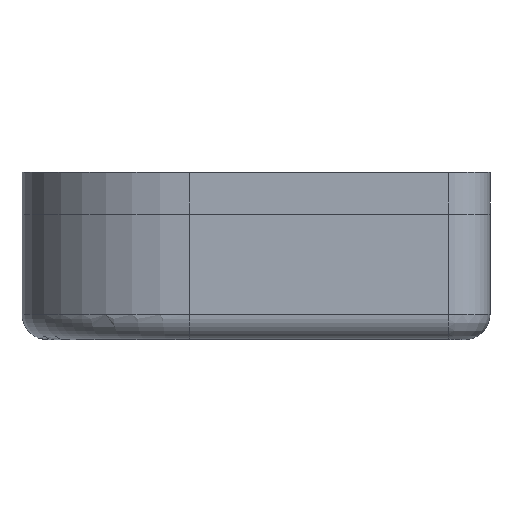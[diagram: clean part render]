
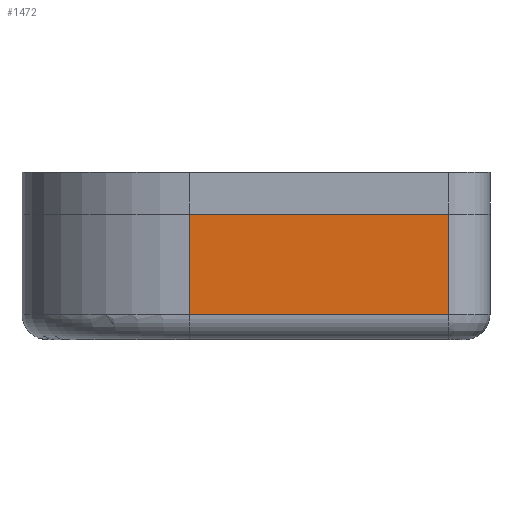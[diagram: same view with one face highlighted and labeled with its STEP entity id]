
A CAD part, left-side view. The second image highlights one B-rep face of the part: STEP entity #1472.
In plain terms, the highlighted planar face has unit normal (-1, 0, 0).
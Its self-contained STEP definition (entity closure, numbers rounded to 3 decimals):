
#100 = CYLINDRICAL_SURFACE('',#101,20.);
#101 = AXIS2_PLACEMENT_3D('',#102,#103,#104);
#102 = CARTESIAN_POINT('',(-111.,111.,0.));
#103 = DIRECTION('',(0.,0.,-1.));
#104 = DIRECTION('',(0.,1.,0.));
#438 = VERTEX_POINT('',#439);
#439 = CARTESIAN_POINT('',(-131.,111.,0.));
#461 = EDGE_CURVE('',#438,#462,#464,.T.);
#462 = VERTEX_POINT('',#463);
#463 = CARTESIAN_POINT('',(-131.,111.,-12.));
#464 = SURFACE_CURVE('',#465,(#469,#476),.PCURVE_S1.);
#465 = LINE('',#466,#467);
#466 = CARTESIAN_POINT('',(-131.,111.,0.));
#467 = VECTOR('',#468,1.);
#468 = DIRECTION('',(0.,0.,-1.));
#469 = PCURVE('',#100,#470);
#470 = DEFINITIONAL_REPRESENTATION('',(#471),#475);
#471 = LINE('',#472,#473);
#472 = CARTESIAN_POINT('',(-1.571,0.));
#473 = VECTOR('',#474,1.);
#474 = DIRECTION('',(-0.,1.));
#475 = ( GEOMETRIC_REPRESENTATION_CONTEXT(2) 
PARAMETRIC_REPRESENTATION_CONTEXT() REPRESENTATION_CONTEXT('2D SPACE',''
  ) );
#476 = PCURVE('',#477,#482);
#477 = PLANE('',#478);
#478 = AXIS2_PLACEMENT_3D('',#479,#480,#481);
#479 = CARTESIAN_POINT('',(-131.,131.,0.));
#480 = DIRECTION('',(-1.,-0.,-0.));
#481 = DIRECTION('',(0.,-1.,0.));
#482 = DEFINITIONAL_REPRESENTATION('',(#483),#487);
#483 = LINE('',#484,#485);
#484 = CARTESIAN_POINT('',(20.,0.));
#485 = VECTOR('',#486,1.);
#486 = DIRECTION('',(0.,-1.));
#487 = ( GEOMETRIC_REPRESENTATION_CONTEXT(2) 
PARAMETRIC_REPRESENTATION_CONTEXT() REPRESENTATION_CONTEXT('2D SPACE',''
  ) );
#848 = CYLINDRICAL_SURFACE('',#849,3.);
#849 = AXIS2_PLACEMENT_3D('',#850,#851,#852);
#850 = CARTESIAN_POINT('',(-128.,111.,-12.));
#851 = DIRECTION('',(0.,-1.,0.));
#852 = DIRECTION('',(-1.,0.,0.));
#1024 = PLANE('',#1025);
#1025 = AXIS2_PLACEMENT_3D('',#1026,#1027,#1028);
#1026 = CARTESIAN_POINT('',(-131.,131.,0.));
#1027 = DIRECTION('',(1.,0.,0.));
#1028 = DIRECTION('',(0.,-1.,0.));
#1472 = ADVANCED_FACE('',(#1473),#477,.T.);
#1473 = FACE_BOUND('',#1474,.T.);
#1474 = EDGE_LOOP('',(#1475,#1505,#1526,#1527));
#1475 = ORIENTED_EDGE('',*,*,#1476,.F.);
#1476 = EDGE_CURVE('',#1477,#1479,#1481,.T.);
#1477 = VERTEX_POINT('',#1478);
#1478 = CARTESIAN_POINT('',(-131.,80.,0.));
#1479 = VERTEX_POINT('',#1480);
#1480 = CARTESIAN_POINT('',(-131.,80.,-12.));
#1481 = SURFACE_CURVE('',#1482,(#1486,#1493),.PCURVE_S1.);
#1482 = LINE('',#1483,#1484);
#1483 = CARTESIAN_POINT('',(-131.,80.,0.));
#1484 = VECTOR('',#1485,1.);
#1485 = DIRECTION('',(0.,0.,-1.));
#1486 = PCURVE('',#477,#1487);
#1487 = DEFINITIONAL_REPRESENTATION('',(#1488),#1492);
#1488 = LINE('',#1489,#1490);
#1489 = CARTESIAN_POINT('',(51.,0.));
#1490 = VECTOR('',#1491,1.);
#1491 = DIRECTION('',(0.,-1.));
#1492 = ( GEOMETRIC_REPRESENTATION_CONTEXT(2) 
PARAMETRIC_REPRESENTATION_CONTEXT() REPRESENTATION_CONTEXT('2D SPACE',''
  ) );
#1493 = PCURVE('',#1494,#1499);
#1494 = CYLINDRICAL_SURFACE('',#1495,5.);
#1495 = AXIS2_PLACEMENT_3D('',#1496,#1497,#1498);
#1496 = CARTESIAN_POINT('',(-126.,80.,0.));
#1497 = DIRECTION('',(0.,0.,-1.));
#1498 = DIRECTION('',(-1.,0.,0.));
#1499 = DEFINITIONAL_REPRESENTATION('',(#1500),#1504);
#1500 = LINE('',#1501,#1502);
#1501 = CARTESIAN_POINT('',(-0.,0.));
#1502 = VECTOR('',#1503,1.);
#1503 = DIRECTION('',(-0.,1.));
#1504 = ( GEOMETRIC_REPRESENTATION_CONTEXT(2) 
PARAMETRIC_REPRESENTATION_CONTEXT() REPRESENTATION_CONTEXT('2D SPACE',''
  ) );
#1505 = ORIENTED_EDGE('',*,*,#1506,.F.);
#1506 = EDGE_CURVE('',#438,#1477,#1507,.T.);
#1507 = SURFACE_CURVE('',#1508,(#1512,#1519),.PCURVE_S1.);
#1508 = LINE('',#1509,#1510);
#1509 = CARTESIAN_POINT('',(-131.,131.,0.));
#1510 = VECTOR('',#1511,1.);
#1511 = DIRECTION('',(0.,-1.,0.));
#1512 = PCURVE('',#477,#1513);
#1513 = DEFINITIONAL_REPRESENTATION('',(#1514),#1518);
#1514 = LINE('',#1515,#1516);
#1515 = CARTESIAN_POINT('',(0.,0.));
#1516 = VECTOR('',#1517,1.);
#1517 = DIRECTION('',(1.,0.));
#1518 = ( GEOMETRIC_REPRESENTATION_CONTEXT(2) 
PARAMETRIC_REPRESENTATION_CONTEXT() REPRESENTATION_CONTEXT('2D SPACE',''
  ) );
#1519 = PCURVE('',#1024,#1520);
#1520 = DEFINITIONAL_REPRESENTATION('',(#1521),#1525);
#1521 = LINE('',#1522,#1523);
#1522 = CARTESIAN_POINT('',(0.,0.));
#1523 = VECTOR('',#1524,1.);
#1524 = DIRECTION('',(1.,0.));
#1525 = ( GEOMETRIC_REPRESENTATION_CONTEXT(2) 
PARAMETRIC_REPRESENTATION_CONTEXT() REPRESENTATION_CONTEXT('2D SPACE',''
  ) );
#1526 = ORIENTED_EDGE('',*,*,#461,.T.);
#1527 = ORIENTED_EDGE('',*,*,#1528,.T.);
#1528 = EDGE_CURVE('',#462,#1479,#1529,.T.);
#1529 = SURFACE_CURVE('',#1530,(#1534,#1541),.PCURVE_S1.);
#1530 = LINE('',#1531,#1532);
#1531 = CARTESIAN_POINT('',(-131.,111.,-12.));
#1532 = VECTOR('',#1533,1.);
#1533 = DIRECTION('',(0.,-1.,0.));
#1534 = PCURVE('',#477,#1535);
#1535 = DEFINITIONAL_REPRESENTATION('',(#1536),#1540);
#1536 = LINE('',#1537,#1538);
#1537 = CARTESIAN_POINT('',(20.,-12.));
#1538 = VECTOR('',#1539,1.);
#1539 = DIRECTION('',(1.,0.));
#1540 = ( GEOMETRIC_REPRESENTATION_CONTEXT(2) 
PARAMETRIC_REPRESENTATION_CONTEXT() REPRESENTATION_CONTEXT('2D SPACE',''
  ) );
#1541 = PCURVE('',#848,#1542);
#1542 = DEFINITIONAL_REPRESENTATION('',(#1543),#1547);
#1543 = LINE('',#1544,#1545);
#1544 = CARTESIAN_POINT('',(0.,0.));
#1545 = VECTOR('',#1546,1.);
#1546 = DIRECTION('',(0.,1.));
#1547 = ( GEOMETRIC_REPRESENTATION_CONTEXT(2) 
PARAMETRIC_REPRESENTATION_CONTEXT() REPRESENTATION_CONTEXT('2D SPACE',''
  ) );
